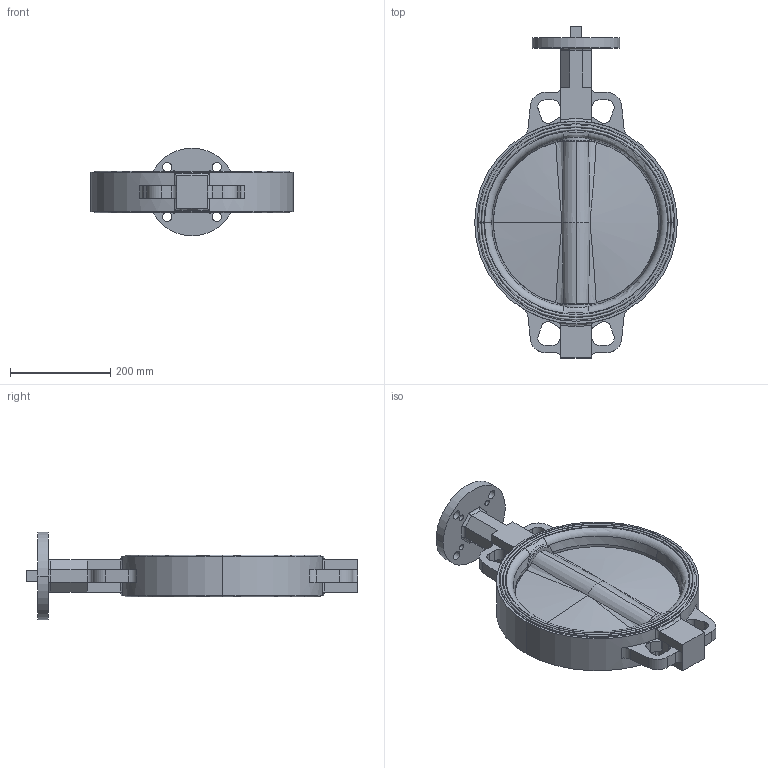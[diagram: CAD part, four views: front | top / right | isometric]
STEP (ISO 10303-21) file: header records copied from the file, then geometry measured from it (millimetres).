
FILE_DESCRIPTION (( 'STEP AP214' ), '1' );
FILE_NAME ('NS-1400-WAFER.step', '2019-03-07T20:58:20', ( '' ), ( '' ), 'SwSTEP 2.0', 'SolidWorks 2019', '' );
FILE_SCHEMA (( 'AUTOMOTIVE_DESIGN' ));
Length unit declared in the file: inch
Products named in the file (1): NS-1400-WAFER
Bounding box: 404 x 661.88 x 175 mm (x, y, z)
Surface area: 630682.5 mm2 (no closed solid volume)
Topology: 0 solids, 6 shells, 235 faces, 680 edges, 447 vertices
Faces by surface type: cylinder 84, plane 69, torus 30, bspline 28, cone 24
Entity records: 17978 total; most frequent: CARTESIAN_POINT 8876, ORIENTED_EDGE 1266, DIRECTION 1224, EDGE_CURVE 680, AXIS2_PLACEMENT_3D 486, VERTEX_POINT 447, CIRCLE 278, EDGE_LOOP 271
